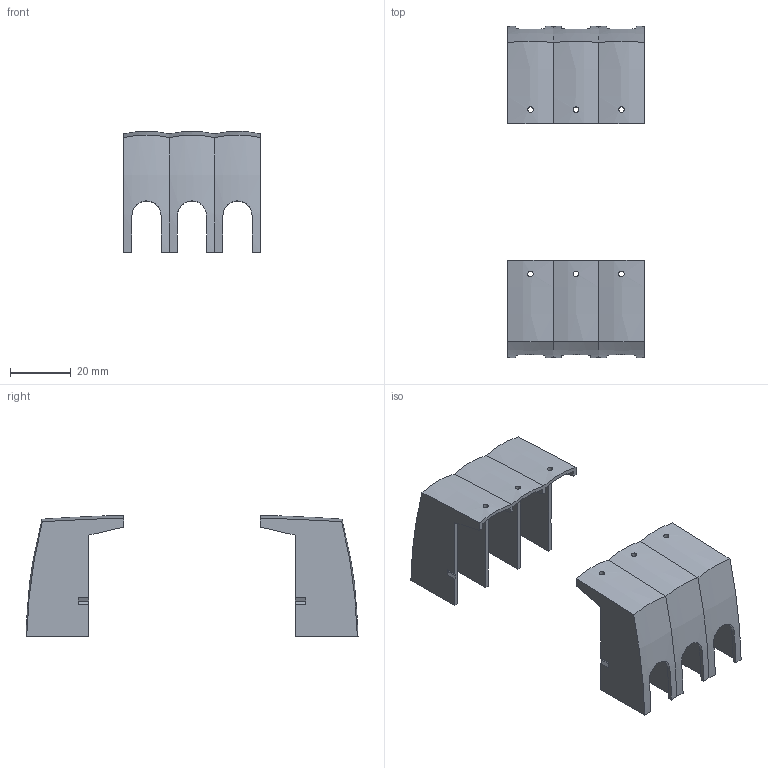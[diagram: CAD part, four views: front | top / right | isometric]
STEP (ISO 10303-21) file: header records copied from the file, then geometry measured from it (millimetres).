
FILE_DESCRIPTION(/* description */ (''),/* implementation_level */ '2;1');
FILE_NAME(/* name */ '22943005b.stp',/* time_stamp */ '2015-10-06T10:02:33+02:00',/* author */ (''),/* organization */ (''),/* preprocessor_version */ 'ST-DEVELOPER v14',/* originating_system */ 'SIEMENS PLM Software NX 8.0',/* authorisation */ '');
FILE_SCHEMA (('AP203_CONFIGURATION_CONTROLLED_3D_DESIGN_OF_MECHANICAL_PARTS_AND_ASSEMBLIES_MIM_LF { 1 0 10303 403 2 1 2}'));
Length unit declared in the file: millimetre
Products named in the file (1): step10062015
Bounding box: 45 x 109.49 x 39.91 mm (x, y, z)
Volume: 12962.8 mm3; surface area: 21641.2 mm2
Topology: 2 solids, 2 shells, 102 faces, 296 edges, 198 vertices
Faces by surface type: plane 66, torus 24, cylinder 12
Full cylindrical faces by diameter (mm): 1.8 x6
Entity records: 4314 total; most frequent: CARTESIAN_POINT 1545, ORIENTED_EDGE 568, DIRECTION 482, EDGE_CURVE 284, VERTEX_POINT 192, AXIS2_PLACEMENT_3D 167, LINE 148, VECTOR 148
